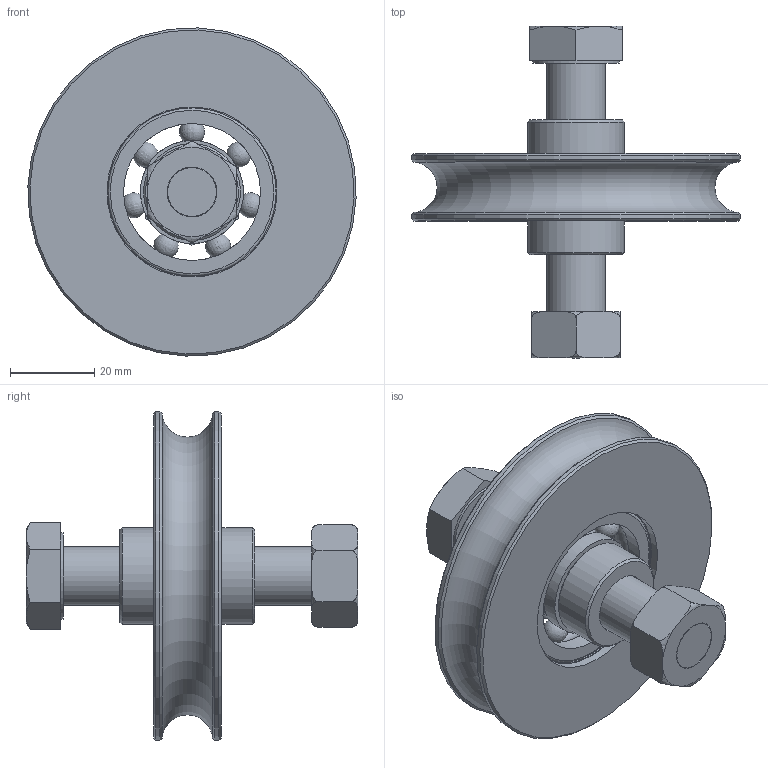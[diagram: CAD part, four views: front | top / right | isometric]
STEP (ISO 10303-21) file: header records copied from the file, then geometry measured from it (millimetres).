
FILE_DESCRIPTION(/* description */ (''),/* implementation_level */ '2;1');
FILE_NAME(/* name */ '20081R12.stp',/* time_stamp */ '2021-11-05T17:00:08+01:00',/* author */ ('Lionel'),/* organization */ (''),/* preprocessor_version */ 'ST-DEVELOPER v18.1',/* originating_system */ 'Autodesk Inventor 2021',/* authorisation */ '');
FILE_SCHEMA (('AUTOMOTIVE_DESIGN { 1 0 10303 214 3 1 1 }'));
Length unit declared in the file: millimetre
Products named in the file (6): 20081R12; 19751; 19719; 04545; 06015; Roulement 6203 - 17 x 40 x 12
Assembly tree (6 placements, depth 2):
  20081R12
    19751
    19719  x2
    04545
    06015
    Roulement 6203 - 17 x 40 x 12
Bounding box: 77.94 x 78.8 x 77.94 mm (x, y, z)
Volume: 74848.5 mm3; surface area: 31434.8 mm2
Topology: 14 solids, 14 shells, 110 faces, 251 edges, 162 vertices
Faces by surface type: plane 33, torus 31, cylinder 20, cone 19, sphere 7
Full cylindrical faces by diameter (mm): 11.835 x1, 14 x1, 14.5 x2, 17 x3, 20.5 x1, 23 x2, 24.498 x2, 32.502 x2, 36.5 x1, 40 x2, 40.4 x1, 78 x2
Entity records: 3516 total; most frequent: CARTESIAN_POINT 794, DIRECTION 569, ORIENTED_EDGE 472, AXIS2_PLACEMENT_3D 256, EDGE_CURVE 236, VERTEX_POINT 181, CIRCLE 143, EDGE_LOOP 131
